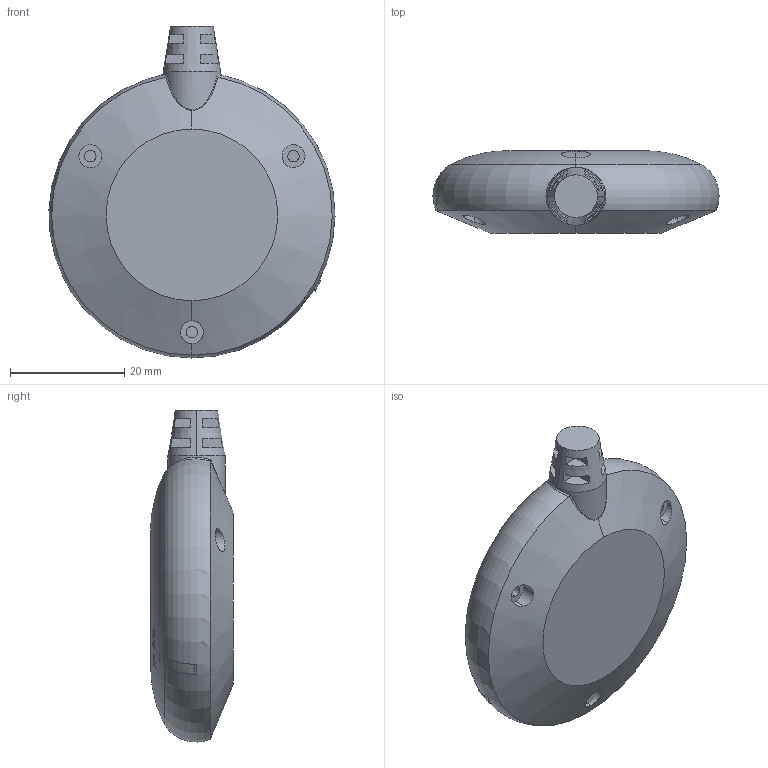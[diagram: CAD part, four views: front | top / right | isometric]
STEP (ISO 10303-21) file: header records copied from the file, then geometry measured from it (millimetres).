
FILE_DESCRIPTION (( 'STEP AP203' ), '1' );
FILE_NAME ('PX4 Neo M8N GPS.STEP', '2020-06-03T19:40:54', ( '' ), ( '' ), 'SwSTEP 2.0', 'SolidWorks 2019', '' );
FILE_SCHEMA (( 'CONFIG_CONTROL_DESIGN' ));
Length unit declared in the file: millimetre
Products named in the file (1): PX4 Neo M8N GPS
Bounding box: 49.98 x 14.4 x 58 mm (x, y, z)
Volume: 22989.5 mm3; surface area: 5717.2 mm2
Topology: 3 solids, 3 shells, 382 faces, 1003 edges, 664 vertices
Faces by surface type: bspline 192, plane 144, torus 25, cylinder 17, cone 4
Entity records: 19734 total; most frequent: CARTESIAN_POINT 12117, ORIENTED_EDGE 2006, EDGE_CURVE 1003, DIRECTION 762, B_SPLINE_CURVE_WITH_KNOTS 699, VERTEX_POINT 664, EDGE_LOOP 419, FACE_OUTER_BOUND 382
